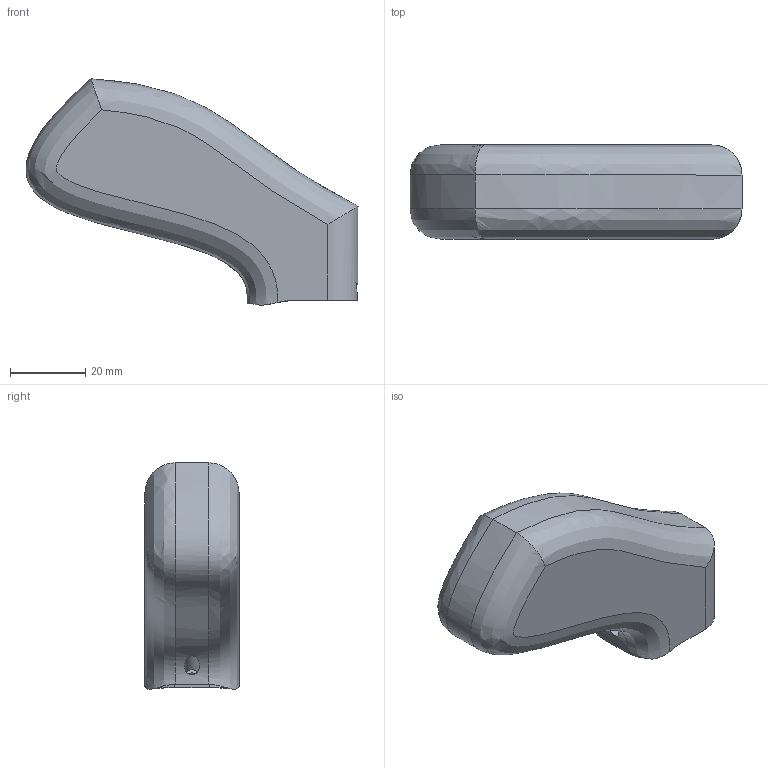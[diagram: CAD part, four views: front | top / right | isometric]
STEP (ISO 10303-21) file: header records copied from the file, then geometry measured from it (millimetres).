
FILE_DESCRIPTION(/* description */ (''),/* implementation_level */ '2;1');
FILE_NAME(/* name */ 'Handle_SO101.step',/* time_stamp */ '2025-04-14T17:47:22+02:00',/* author */ (''),/* organization */ (''),/* preprocessor_version */ 'ST-DEVELOPER v20.1',/* originating_system */ 'Autodesk Translation Framework v14.4.0.0',/* authorisation */ '');
FILE_SCHEMA (('AUTOMOTIVE_DESIGN { 1 0 10303 214 3 1 1 }'));
Length unit declared in the file: millimetre
Products named in the file (1): Handle_SO101
Bounding box: 88.12 x 25 x 60.07 mm (x, y, z)
Volume: 69551.8 mm3; surface area: 10835.2 mm2
Topology: 1 solids, 1 shells, 34 faces, 84 edges, 53 vertices
Faces by surface type: plane 14, bspline 13, cylinder 5, torus 2
Full cylindrical faces by diameter (mm): 2.2 x1, 4 x1
Entity records: 4213 total; most frequent: CARTESIAN_POINT 3473, ORIENTED_EDGE 168, DIRECTION 108, EDGE_CURVE 84, VERTEX_POINT 53, AXIS2_PLACEMENT_3D 38, EDGE_LOOP 37, B_SPLINE_CURVE_WITH_KNOTS 36
